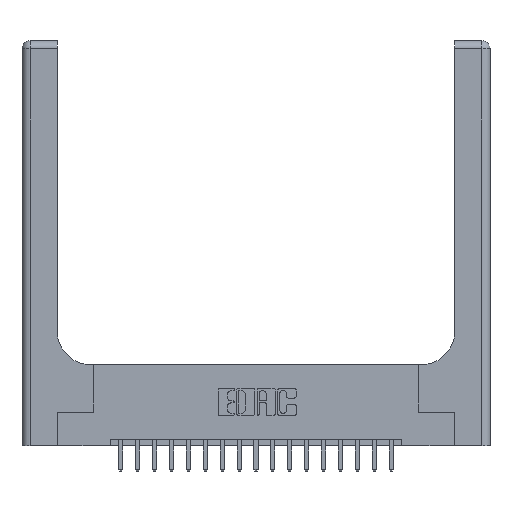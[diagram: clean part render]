
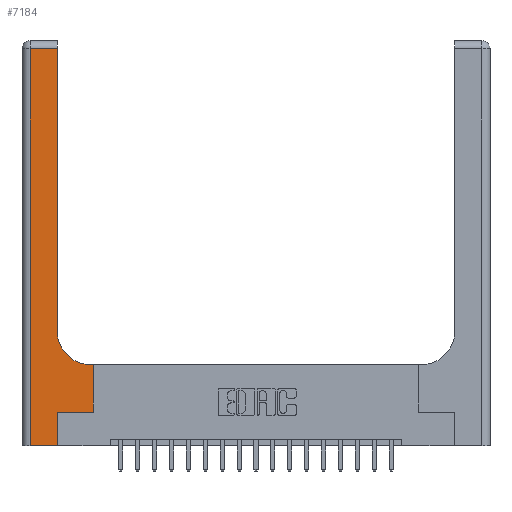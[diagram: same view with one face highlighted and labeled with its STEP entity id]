
A CAD part, top view. The second image highlights one B-rep face of the part: STEP entity #7184.
In plain terms, the highlighted planar face has unit normal (0, 0, 1).
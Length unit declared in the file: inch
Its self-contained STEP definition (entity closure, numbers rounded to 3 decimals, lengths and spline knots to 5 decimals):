
#5 = CARTESIAN_POINT ( 'NONE',  ( 0., 0., 0.37 ) ) ;
#40 = CARTESIAN_POINT ( 'NONE',  ( 0.06, 0., 0.37 ) ) ;
#41 = DIRECTION ( 'NONE',  ( -1., 0., 0. ) ) ;
#59 = ORIENTED_EDGE ( 'NONE', *, *, #16353, .T. ) ;
#1374 = LINE ( 'NONE', #7933, #6403 ) ;
#1897 = VERTEX_POINT ( 'NONE', #18321 ) ;
#1997 = CARTESIAN_POINT ( 'NONE',  ( 0.528, 0.25, 0.37 ) ) ;
#2722 = VECTOR ( 'NONE', #3148, 39.37008 ) ;
#2952 = EDGE_CURVE ( 'NONE', #1897, #13037, #10659, .T. ) ;
#3107 = CIRCLE ( 'NONE', #8222, 0.25 ) ;
#3148 = DIRECTION ( 'NONE',  ( 1., 0., 0. ) ) ;
#3750 = VECTOR ( 'NONE', #9280, 39.37008 ) ;
#3818 = CARTESIAN_POINT ( 'NONE',  ( 0.265, 0.25, 0.37 ) ) ;
#4160 = CARTESIAN_POINT ( 'NONE',  ( 0.26, 0.6, 0.37 ) ) ;
#4645 = EDGE_CURVE ( 'NONE', #13037, #18594, #19181, .T. ) ;
#4989 = DIRECTION ( 'NONE',  ( 1., 0., 0. ) ) ;
#5081 = CARTESIAN_POINT ( 'NONE',  ( 0.51, 0.85, 0.37 ) ) ;
#5218 = LINE ( 'NONE', #7454, #19280 ) ;
#5391 = CARTESIAN_POINT ( 'NONE',  ( 0.528, 0.6, 0.37 ) ) ;
#5606 = EDGE_CURVE ( 'NONE', #6883, #14927, #15565, .T. ) ;
#5943 = DIRECTION ( 'NONE',  ( 0., 1., 0. ) ) ;
#6298 = EDGE_CURVE ( 'NONE', #10210, #8301, #8631, .T. ) ;
#6338 = CARTESIAN_POINT ( 'NONE',  ( 0.06, 3., 0.37 ) ) ;
#6403 = VECTOR ( 'NONE', #11293, 39.37008 ) ;
#6434 = ORIENTED_EDGE ( 'NONE', *, *, #7337, .T. ) ;
#6540 = CARTESIAN_POINT ( 'NONE',  ( 0.528, 0.25, 0.37 ) ) ;
#6612 = DIRECTION ( 'NONE',  ( 1., 0., 0. ) ) ;
#6879 = DIRECTION ( 'NONE',  ( 0., 0., -1. ) ) ;
#6883 = VERTEX_POINT ( 'NONE', #12694 ) ;
#6890 = EDGE_LOOP ( 'NONE', ( #9320, #59, #13863, #8921, #16387, #8553, #13938, #6434, #12414 ) ) ;
#7184 = ADVANCED_FACE ( 'NONE', ( #14149 ), #17457, .F. ) ;
#7337 = EDGE_CURVE ( 'NONE', #14313, #19521, #15796, .T. ) ;
#7356 = CARTESIAN_POINT ( 'NONE',  ( 0.51, 0.6, 0.37 ) ) ;
#7445 = VECTOR ( 'NONE', #4989, 39.37008 ) ;
#7454 = CARTESIAN_POINT ( 'NONE',  ( 0.265, 0., 0.37 ) ) ;
#7933 = CARTESIAN_POINT ( 'NONE',  ( 0., 2.94, 0.37 ) ) ;
#8006 = CARTESIAN_POINT ( 'NONE',  ( 0.265, 0.25, 0.37 ) ) ;
#8222 = AXIS2_PLACEMENT_3D ( 'NONE', #5081, #15738, #6612 ) ;
#8282 = EDGE_CURVE ( 'NONE', #19521, #6883, #3107, .T. ) ;
#8301 = VERTEX_POINT ( 'NONE', #1997 ) ;
#8344 = AXIS2_PLACEMENT_3D ( 'NONE', #11412, #6879, #12876 ) ;
#8553 = ORIENTED_EDGE ( 'NONE', *, *, #6298, .T. ) ;
#8631 = LINE ( 'NONE', #8006, #7445 ) ;
#8921 = ORIENTED_EDGE ( 'NONE', *, *, #4645, .T. ) ;
#8932 = CARTESIAN_POINT ( 'NONE',  ( 0.26, 3., 0.37 ) ) ;
#9280 = DIRECTION ( 'NONE',  ( 0., -1., 0. ) ) ;
#9320 = ORIENTED_EDGE ( 'NONE', *, *, #5606, .T. ) ;
#9337 = EDGE_CURVE ( 'NONE', #18594, #10210, #5218, .T. ) ;
#10210 = VERTEX_POINT ( 'NONE', #3818 ) ;
#10659 = LINE ( 'NONE', #6338, #3750 ) ;
#10673 = LINE ( 'NONE', #6540, #16394 ) ;
#11025 = VECTOR ( 'NONE', #5943, 39.37008 ) ;
#11293 = DIRECTION ( 'NONE',  ( -1., 0., 0. ) ) ;
#11412 = CARTESIAN_POINT ( 'NONE',  ( 0., 3., 0.37 ) ) ;
#11735 = VECTOR ( 'NONE', #41, 39.37008 ) ;
#12414 = ORIENTED_EDGE ( 'NONE', *, *, #8282, .T. ) ;
#12694 = CARTESIAN_POINT ( 'NONE',  ( 0.26, 0.85, 0.37 ) ) ;
#12876 = DIRECTION ( 'NONE',  ( -1., 0., 0. ) ) ;
#13037 = VERTEX_POINT ( 'NONE', #40 ) ;
#13863 = ORIENTED_EDGE ( 'NONE', *, *, #2952, .T. ) ;
#13938 = ORIENTED_EDGE ( 'NONE', *, *, #16850, .T. ) ;
#14083 = CARTESIAN_POINT ( 'NONE',  ( 0.265, 0., 0.37 ) ) ;
#14149 = FACE_OUTER_BOUND ( 'NONE', #6890, .T. ) ;
#14313 = VERTEX_POINT ( 'NONE', #5391 ) ;
#14927 = VERTEX_POINT ( 'NONE', #15974 ) ;
#15121 = DIRECTION ( 'NONE',  ( 0., 1., 0. ) ) ;
#15565 = LINE ( 'NONE', #8932, #11025 ) ;
#15738 = DIRECTION ( 'NONE',  ( 0., 0., -1. ) ) ;
#15796 = LINE ( 'NONE', #4160, #11735 ) ;
#15974 = CARTESIAN_POINT ( 'NONE',  ( 0.26, 2.94, 0.37 ) ) ;
#16353 = EDGE_CURVE ( 'NONE', #14927, #1897, #1374, .T. ) ;
#16387 = ORIENTED_EDGE ( 'NONE', *, *, #9337, .T. ) ;
#16394 = VECTOR ( 'NONE', #18769, 39.37008 ) ;
#16850 = EDGE_CURVE ( 'NONE', #8301, #14313, #10673, .T. ) ;
#17457 = PLANE ( 'NONE',  #8344 ) ;
#18321 = CARTESIAN_POINT ( 'NONE',  ( 0.06, 2.94, 0.37 ) ) ;
#18594 = VERTEX_POINT ( 'NONE', #14083 ) ;
#18769 = DIRECTION ( 'NONE',  ( 0., 1., 0. ) ) ;
#19181 = LINE ( 'NONE', #5, #2722 ) ;
#19280 = VECTOR ( 'NONE', #15121, 39.37008 ) ;
#19521 = VERTEX_POINT ( 'NONE', #7356 ) ;
